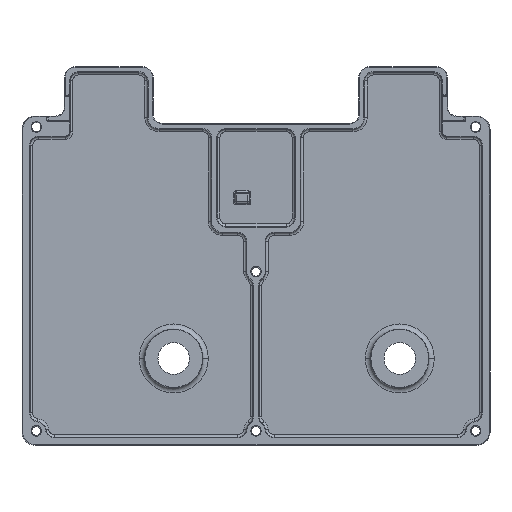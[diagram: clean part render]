
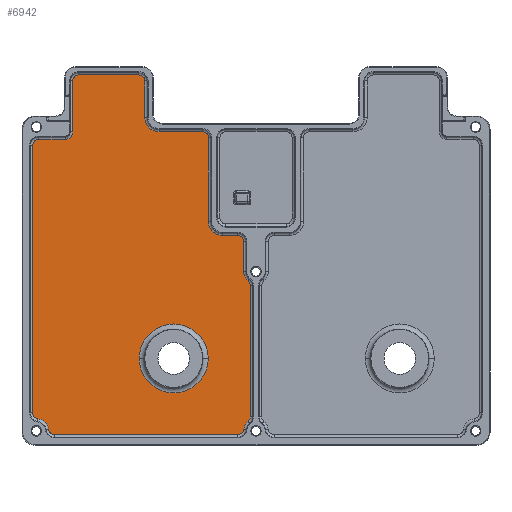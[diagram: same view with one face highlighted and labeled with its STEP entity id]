
A CAD part, top view. The second image highlights one B-rep face of the part: STEP entity #6942.
In plain terms, the highlighted planar face has unit normal (0, 0, 1).
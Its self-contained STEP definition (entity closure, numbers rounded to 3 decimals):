
#1092=CARTESIAN_POINT('',(57.66,33.02,-12.));
#1093=DIRECTION('',(0.,0.,1.));
#1094=DIRECTION('',(-1.,0.,0.));
#1095=AXIS2_PLACEMENT_3D('',#1092,#1093,#1094);
#1100=CARTESIAN_POINT('',(57.66,33.02,-12.));
#1101=DIRECTION('',(0.,0.,1.));
#1102=DIRECTION('',(1.,0.,0.));
#1103=AXIS2_PLACEMENT_3D('',#1100,#1101,#1102);
#1220=CARTESIAN_POINT('',(52.07,124.46,-12.));
#1221=DIRECTION('',(0.,0.,-1.));
#1222=DIRECTION('',(0.,-1.,0.));
#1223=AXIS2_PLACEMENT_3D('',#1220,#1221,#1222);
#1228=DIRECTION('',(-1.,0.,0.));
#1229=VECTOR('',#1228,16.51);
#1230=CARTESIAN_POINT('',(68.58,119.093,-12.));
#1231=LINE('',#1230,#1229);
#1235=CARTESIAN_POINT('',(68.58,116.84,-12.));
#1236=DIRECTION('',(0.,0.,1.));
#1237=DIRECTION('',(1.,0.,0.));
#1238=AXIS2_PLACEMENT_3D('',#1235,#1236,#1237);
#1243=DIRECTION('',(0.,1.,0.));
#1244=VECTOR('',#1243,31.75);
#1245=CARTESIAN_POINT('',(70.833,85.09,-12.));
#1246=LINE('',#1245,#1244);
#1250=CARTESIAN_POINT('',(76.2,85.09,-12.));
#1251=DIRECTION('',(0.,0.,-1.));
#1252=DIRECTION('',(0.,-1.,0.));
#1253=AXIS2_PLACEMENT_3D('',#1250,#1251,#1252);
#1258=DIRECTION('',(-1.,0.,0.));
#1259=VECTOR('',#1258,5.771);
#1260=CARTESIAN_POINT('',(81.971,79.723,-12.));
#1261=LINE('',#1260,#1259);
#1265=CARTESIAN_POINT('',(81.971,77.47,-12.));
#1266=DIRECTION('',(0.,0.,1.));
#1267=DIRECTION('',(1.,0.,0.));
#1268=AXIS2_PLACEMENT_3D('',#1265,#1266,#1267);
#1273=DIRECTION('',(0.,1.,0.));
#1274=VECTOR('',#1273,11.43);
#1275=CARTESIAN_POINT('',(84.224,66.04,-12.));
#1276=LINE('',#1275,#1274);
#1280=CARTESIAN_POINT('',(88.9,66.04,-12.));
#1281=DIRECTION('',(0.,0.,-1.));
#1282=DIRECTION('',(-0.641,-0.767,0.));
#1283=AXIS2_PLACEMENT_3D('',#1280,#1281,#1282);
#1288=CARTESIAN_POINT('',(84.455,60.724,-12.));
#1289=DIRECTION('',(0.,0.,1.));
#1290=DIRECTION('',(1.,0.,0.));
#1291=AXIS2_PLACEMENT_3D('',#1288,#1289,#1290);
#1296=DIRECTION('',(0.,1.,0.));
#1297=VECTOR('',#1296,49.923);
#1298=CARTESIAN_POINT('',(86.708,10.802,-12.));
#1299=LINE('',#1298,#1297);
#1303=CARTESIAN_POINT('',(84.455,10.802,-12.));
#1304=DIRECTION('',(0.,0.,1.));
#1305=DIRECTION('',(0.641,-0.767,0.));
#1306=AXIS2_PLACEMENT_3D('',#1303,#1304,#1305);
#1311=CARTESIAN_POINT('',(88.9,5.486,-12.));
#1312=DIRECTION('',(0.,0.,-1.));
#1313=DIRECTION('',(-0.992,0.125,0.));
#1314=AXIS2_PLACEMENT_3D('',#1311,#1312,#1313);
#1319=CARTESIAN_POINT('',(82.025,6.35,-12.));
#1320=DIRECTION('',(0.,0.,1.));
#1321=DIRECTION('',(0.,-1.,0.));
#1322=AXIS2_PLACEMENT_3D('',#1319,#1320,#1321);
#1327=DIRECTION('',(1.,0.,0.));
#1328=VECTOR('',#1327,69.663);
#1329=CARTESIAN_POINT('',(12.361,4.097,-12.));
#1330=LINE('',#1329,#1328);
#1334=CARTESIAN_POINT('',(12.361,6.35,-12.));
#1335=DIRECTION('',(0.,0.,1.));
#1336=DIRECTION('',(-0.992,-0.125,0.));
#1337=AXIS2_PLACEMENT_3D('',#1334,#1335,#1336);
#1342=CARTESIAN_POINT('',(5.486,5.486,-12.));
#1343=DIRECTION('',(0.,0.,-1.));
#1344=DIRECTION('',(0.125,0.992,0.));
#1345=AXIS2_PLACEMENT_3D('',#1342,#1343,#1344);
#1350=CARTESIAN_POINT('',(6.35,12.361,-12.));
#1351=DIRECTION('',(0.,0.,1.));
#1352=DIRECTION('',(-1.,0.,0.));
#1353=AXIS2_PLACEMENT_3D('',#1350,#1351,#1352);
#1358=DIRECTION('',(0.,-1.,0.));
#1359=VECTOR('',#1358,101.613);
#1360=CARTESIAN_POINT('',(4.097,113.975,-12.));
#1361=LINE('',#1360,#1359);
#1365=CARTESIAN_POINT('',(6.35,113.975,-12.));
#1366=DIRECTION('',(0.,0.,1.));
#1367=DIRECTION('',(0.,1.,0.));
#1368=AXIS2_PLACEMENT_3D('',#1365,#1366,#1367);
#1373=DIRECTION('',(-1.,0.,0.));
#1374=VECTOR('',#1373,10.16);
#1375=CARTESIAN_POINT('',(16.51,116.228,-12.));
#1376=LINE('',#1375,#1374);
#1380=CARTESIAN_POINT('',(16.51,119.055,-12.));
#1381=DIRECTION('',(0.,0.,-1.));
#1382=DIRECTION('',(1.,0.,0.));
#1383=AXIS2_PLACEMENT_3D('',#1380,#1381,#1382);
#1388=DIRECTION('',(0.,-1.,0.));
#1389=VECTOR('',#1388,19.375);
#1390=CARTESIAN_POINT('',(19.337,138.43,-12.));
#1391=LINE('',#1390,#1389);
#1395=CARTESIAN_POINT('',(21.59,138.43,-12.));
#1396=DIRECTION('',(0.,0.,1.));
#1397=DIRECTION('',(0.,1.,0.));
#1398=AXIS2_PLACEMENT_3D('',#1395,#1396,#1397);
#1403=DIRECTION('',(-1.,0.,0.));
#1404=VECTOR('',#1403,22.86);
#1405=CARTESIAN_POINT('',(44.45,140.683,-12.));
#1406=LINE('',#1405,#1404);
#1410=CARTESIAN_POINT('',(44.45,138.43,-12.));
#1411=DIRECTION('',(0.,0.,1.));
#1412=DIRECTION('',(1.,0.,0.));
#1413=AXIS2_PLACEMENT_3D('',#1410,#1411,#1412);
#1418=DIRECTION('',(0.,1.,0.));
#1419=VECTOR('',#1418,13.97);
#1420=CARTESIAN_POINT('',(46.703,124.46,-12.));
#1421=LINE('',#1420,#1419);
#5841=CARTESIAN_POINT('',(44.554,33.02,-12.));
#5842=CARTESIAN_POINT('',(70.766,33.02,-12.));
#5843=VERTEX_POINT('',#5841);
#5844=VERTEX_POINT('',#5842);
#5907=CARTESIAN_POINT('',(52.07,119.093,-12.));
#5908=CARTESIAN_POINT('',(46.703,124.46,-12.));
#5909=VERTEX_POINT('',#5907);
#5910=VERTEX_POINT('',#5908);
#5913=CARTESIAN_POINT('',(46.703,138.43,-12.));
#5914=VERTEX_POINT('',#5913);
#5917=CARTESIAN_POINT('',(44.45,140.683,-12.));
#5918=VERTEX_POINT('',#5917);
#5921=CARTESIAN_POINT('',(21.59,140.683,-12.));
#5922=VERTEX_POINT('',#5921);
#5925=CARTESIAN_POINT('',(19.337,138.43,-12.));
#5926=VERTEX_POINT('',#5925);
#5929=CARTESIAN_POINT('',(19.337,119.055,-12.));
#5930=VERTEX_POINT('',#5929);
#5933=CARTESIAN_POINT('',(16.51,116.228,-12.));
#5934=VERTEX_POINT('',#5933);
#5937=CARTESIAN_POINT('',(6.35,116.228,-12.));
#5938=VERTEX_POINT('',#5937);
#5941=CARTESIAN_POINT('',(4.097,113.975,-12.));
#5942=VERTEX_POINT('',#5941);
#5945=CARTESIAN_POINT('',(4.097,12.361,-12.));
#5946=VERTEX_POINT('',#5945);
#5949=CARTESIAN_POINT('',(6.069,10.126,-12.));
#5950=VERTEX_POINT('',#5949);
#5953=CARTESIAN_POINT('',(10.126,6.069,-12.));
#5954=VERTEX_POINT('',#5953);
#5957=CARTESIAN_POINT('',(12.361,4.097,-12.));
#5958=VERTEX_POINT('',#5957);
#5961=CARTESIAN_POINT('',(82.025,4.097,-12.));
#5962=VERTEX_POINT('',#5961);
#5965=CARTESIAN_POINT('',(84.26,6.069,-12.));
#5966=VERTEX_POINT('',#5965);
#5969=CARTESIAN_POINT('',(85.9,9.074,-12.));
#5970=VERTEX_POINT('',#5969);
#5973=CARTESIAN_POINT('',(86.708,10.802,-12.));
#5974=VERTEX_POINT('',#5973);
#5977=CARTESIAN_POINT('',(86.708,60.724,-12.));
#5978=VERTEX_POINT('',#5977);
#5981=CARTESIAN_POINT('',(85.9,62.453,-12.));
#5982=VERTEX_POINT('',#5981);
#5985=CARTESIAN_POINT('',(84.224,66.04,-12.));
#5986=VERTEX_POINT('',#5985);
#5989=CARTESIAN_POINT('',(84.224,77.47,-12.));
#5990=VERTEX_POINT('',#5989);
#5993=CARTESIAN_POINT('',(81.971,79.723,-12.));
#5994=VERTEX_POINT('',#5993);
#5997=CARTESIAN_POINT('',(76.2,79.723,-12.));
#5998=VERTEX_POINT('',#5997);
#6001=CARTESIAN_POINT('',(70.833,85.09,-12.));
#6002=VERTEX_POINT('',#6001);
#6005=CARTESIAN_POINT('',(70.833,116.84,-12.));
#6006=VERTEX_POINT('',#6005);
#6009=CARTESIAN_POINT('',(68.58,119.093,-12.));
#6010=VERTEX_POINT('',#6009);
#6875=CARTESIAN_POINT('',(0.,0.,-12.));
#6876=DIRECTION('',(0.,0.,-1.));
#6877=DIRECTION('',(-1.,0.,0.));
#6878=AXIS2_PLACEMENT_3D('',#6875,#6876,#6877);
#6879=PLANE('',#6878);
#6881=ORIENTED_EDGE('',*,*,#6880,.F.);
#6883=ORIENTED_EDGE('',*,*,#6882,.F.);
#6885=ORIENTED_EDGE('',*,*,#6884,.F.);
#6887=ORIENTED_EDGE('',*,*,#6886,.F.);
#6889=ORIENTED_EDGE('',*,*,#6888,.F.);
#6891=ORIENTED_EDGE('',*,*,#6890,.F.);
#6893=ORIENTED_EDGE('',*,*,#6892,.F.);
#6895=ORIENTED_EDGE('',*,*,#6894,.F.);
#6897=ORIENTED_EDGE('',*,*,#6896,.F.);
#6899=ORIENTED_EDGE('',*,*,#6898,.F.);
#6901=ORIENTED_EDGE('',*,*,#6900,.F.);
#6903=ORIENTED_EDGE('',*,*,#6902,.F.);
#6905=ORIENTED_EDGE('',*,*,#6904,.F.);
#6907=ORIENTED_EDGE('',*,*,#6906,.F.);
#6909=ORIENTED_EDGE('',*,*,#6908,.F.);
#6911=ORIENTED_EDGE('',*,*,#6910,.F.);
#6913=ORIENTED_EDGE('',*,*,#6912,.F.);
#6915=ORIENTED_EDGE('',*,*,#6914,.F.);
#6917=ORIENTED_EDGE('',*,*,#6916,.F.);
#6919=ORIENTED_EDGE('',*,*,#6918,.F.);
#6921=ORIENTED_EDGE('',*,*,#6920,.F.);
#6923=ORIENTED_EDGE('',*,*,#6922,.F.);
#6925=ORIENTED_EDGE('',*,*,#6924,.F.);
#6927=ORIENTED_EDGE('',*,*,#6926,.F.);
#6929=ORIENTED_EDGE('',*,*,#6928,.F.);
#6931=ORIENTED_EDGE('',*,*,#6930,.F.);
#6933=ORIENTED_EDGE('',*,*,#6932,.F.);
#6934=EDGE_LOOP('',(#6881,#6883,#6885,#6887,#6889,#6891,#6893,#6895,#6897,#6899,
#6901,#6903,#6905,#6907,#6909,#6911,#6913,#6915,#6917,#6919,#6921,#6923,#6925,
#6927,#6929,#6931,#6933));
#6935=FACE_OUTER_BOUND('',#6934,.F.);
#6937=ORIENTED_EDGE('',*,*,#6936,.T.);
#6939=ORIENTED_EDGE('',*,*,#6938,.T.);
#6940=EDGE_LOOP('',(#6937,#6939));
#6941=FACE_BOUND('',#6940,.F.);
#1096=CIRCLE('',#1095,13.106);
#1104=CIRCLE('',#1103,13.106);
#1224=CIRCLE('',#1223,5.367);
#1239=CIRCLE('',#1238,2.253);
#1254=CIRCLE('',#1253,5.367);
#1269=CIRCLE('',#1268,2.253);
#1284=CIRCLE('',#1283,4.676);
#1292=CIRCLE('',#1291,2.253);
#1307=CIRCLE('',#1306,2.253);
#1315=CIRCLE('',#1314,4.676);
#1323=CIRCLE('',#1322,2.253);
#1338=CIRCLE('',#1337,2.253);
#1346=CIRCLE('',#1345,4.676);
#1354=CIRCLE('',#1353,2.253);
#1369=CIRCLE('',#1368,2.253);
#1384=CIRCLE('',#1383,2.827);
#1399=CIRCLE('',#1398,2.253);
#1414=CIRCLE('',#1413,2.253);
#6880=EDGE_CURVE('',#5909,#5910,#1224,.T.);
#6882=EDGE_CURVE('',#6010,#5909,#1231,.T.);
#6884=EDGE_CURVE('',#6006,#6010,#1239,.T.);
#6886=EDGE_CURVE('',#6002,#6006,#1246,.T.);
#6888=EDGE_CURVE('',#5998,#6002,#1254,.T.);
#6890=EDGE_CURVE('',#5994,#5998,#1261,.T.);
#6892=EDGE_CURVE('',#5990,#5994,#1269,.T.);
#6894=EDGE_CURVE('',#5986,#5990,#1276,.T.);
#6896=EDGE_CURVE('',#5982,#5986,#1284,.T.);
#6898=EDGE_CURVE('',#5978,#5982,#1292,.T.);
#6900=EDGE_CURVE('',#5974,#5978,#1299,.T.);
#6902=EDGE_CURVE('',#5970,#5974,#1307,.T.);
#6904=EDGE_CURVE('',#5966,#5970,#1315,.T.);
#6906=EDGE_CURVE('',#5962,#5966,#1323,.T.);
#6908=EDGE_CURVE('',#5958,#5962,#1330,.T.);
#6910=EDGE_CURVE('',#5954,#5958,#1338,.T.);
#6912=EDGE_CURVE('',#5950,#5954,#1346,.T.);
#6914=EDGE_CURVE('',#5946,#5950,#1354,.T.);
#6916=EDGE_CURVE('',#5942,#5946,#1361,.T.);
#6918=EDGE_CURVE('',#5938,#5942,#1369,.T.);
#6920=EDGE_CURVE('',#5934,#5938,#1376,.T.);
#6922=EDGE_CURVE('',#5930,#5934,#1384,.T.);
#6924=EDGE_CURVE('',#5926,#5930,#1391,.T.);
#6926=EDGE_CURVE('',#5922,#5926,#1399,.T.);
#6928=EDGE_CURVE('',#5918,#5922,#1406,.T.);
#6930=EDGE_CURVE('',#5914,#5918,#1414,.T.);
#6932=EDGE_CURVE('',#5910,#5914,#1421,.T.);
#6936=EDGE_CURVE('',#5843,#5844,#1096,.T.);
#6938=EDGE_CURVE('',#5844,#5843,#1104,.T.);
#6942=ADVANCED_FACE('',(#6935,#6941),#6879,.F.);
